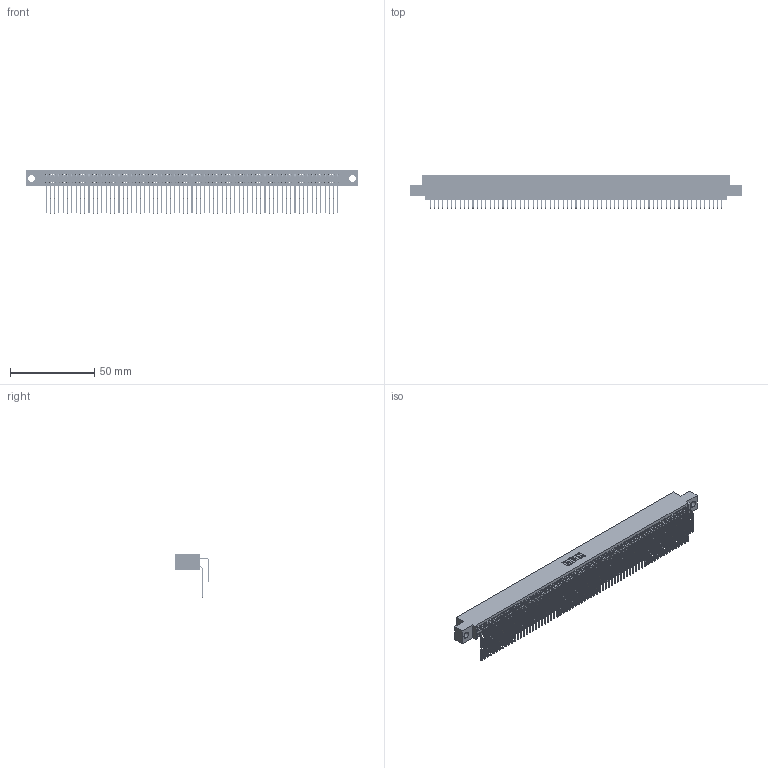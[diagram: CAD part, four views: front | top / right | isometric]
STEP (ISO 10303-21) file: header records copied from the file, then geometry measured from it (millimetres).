
FILE_DESCRIPTION (( 'STEP AP203' ), '1' );
FILE_NAME ('345-138-559-504.STEP', '2021-05-26T00:29:45', ( '' ), ( '' ), 'SwSTEP 2.0', 'SolidWorks 2020', '' );
FILE_SCHEMA (( 'CONFIG_CONTROL_DESIGN' ));
Length unit declared in the file: inch
Products named in the file (4): 345-138-559-504; 345-292-001_559 Tail - 2; 345 Part_0.110 Offset - 0.156 Dia-TI; 345-292-001_558 559 Tail - 1
Assembly tree (139 placements, depth 2):
  345-138-559-504
    345 Part_0.110 Offset - 0.156 Dia-TI
    345-292-001_558 559 Tail - 1  x69
    345-292-001_559 Tail - 2  x69
Bounding box: 196.47 x 20.56 x 25.53 mm (x, y, z)
Volume: 19952.6 mm3; surface area: 33704.1 mm2
Topology: 139 solids, 139 shells, 7320 faces, 21779 edges, 14334 vertices
Faces by surface type: plane 4928, cylinder 2392
Entity records: 52707 total; most frequent: CARTESIAN_POINT 8861, ORIENTED_EDGE 8742, DIRECTION 7751, EDGE_CURVE 4371, LINE 3923, VECTOR 3923, VERTEX_POINT 2910, AXIS2_PLACEMENT_3D 1914
